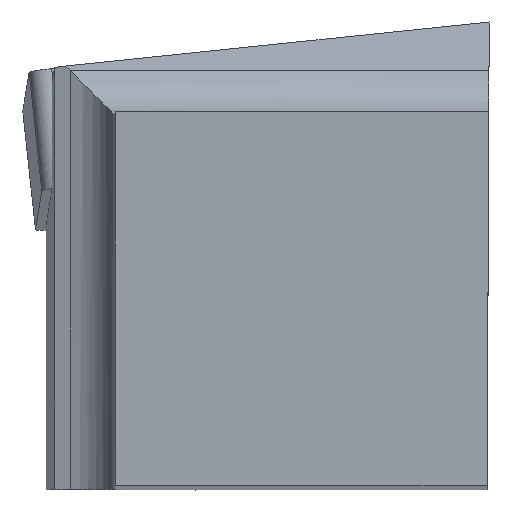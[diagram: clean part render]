
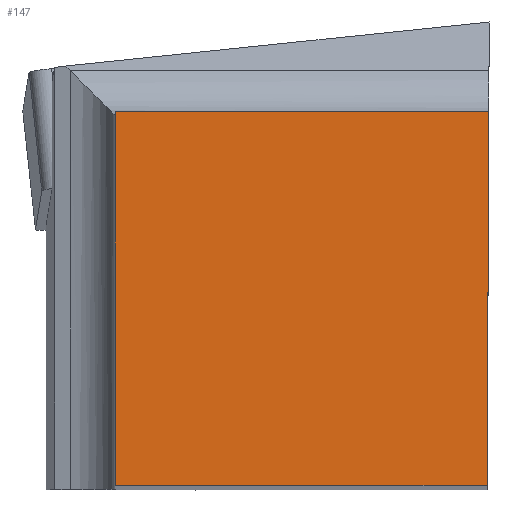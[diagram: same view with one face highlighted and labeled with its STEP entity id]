
A CAD part, top view. The second image highlights one B-rep face of the part: STEP entity #147.
In plain terms, the highlighted planar face has unit normal (0, 0, 1).
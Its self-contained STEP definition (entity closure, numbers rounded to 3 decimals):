
#118=FACE_OUTER_BOUND('',#325,.T.);
#147=ADVANCED_FACE('SHANK_FACE_BACK',(#118),#174,.F.);
#174=PLANE('',#723);
#208=LINE('',#1016,#264);
#215=LINE('',#1034,#271);
#226=LINE('',#1059,#282);
#227=LINE('',#1061,#283);
#264=VECTOR('',#821,1.);
#271=VECTOR('',#834,1.);
#282=VECTOR('',#855,1.);
#283=VECTOR('',#856,1.);
#325=EDGE_LOOP('',(#423,#424,#425,#426));
#423=ORIENTED_EDGE('',*,*,#594,.F.);
#424=ORIENTED_EDGE('',*,*,#572,.T.);
#425=ORIENTED_EDGE('',*,*,#581,.T.);
#426=ORIENTED_EDGE('',*,*,#595,.F.);
#514=VERTEX_POINT('',#1015);
#515=VERTEX_POINT('',#1017);
#522=VERTEX_POINT('',#1033);
#532=VERTEX_POINT('',#1060);
#572=EDGE_CURVE('',#515,#514,#208,.T.);
#581=EDGE_CURVE('',#514,#522,#215,.T.);
#594=EDGE_CURVE('',#515,#532,#226,.T.);
#595=EDGE_CURVE('',#532,#522,#227,.T.);
#723=AXIS2_PLACEMENT_3D('',#1062,#857,#858);
#821=DIRECTION('',(1.,0.,0.));
#834=DIRECTION('',(0.004,1.,0.));
#855=DIRECTION('',(0.,1.,0.));
#856=DIRECTION('',(1.,0.,0.));
#857=DIRECTION('',(0.,0.,-1.));
#858=DIRECTION('',(-0.994,-0.106,0.));
#1015=CARTESIAN_POINT('',(-0.043,0.,0.));
#1016=CARTESIAN_POINT('',(-14.19,0.,0.));
#1017=CARTESIAN_POINT('',(-9.9,0.,0.));
#1033=CARTESIAN_POINT('',(0.,9.9,0.));
#1034=CARTESIAN_POINT('',(-0.451,-93.555,0.));
#1059=CARTESIAN_POINT('',(-9.9,-5.995,0.));
#1060=CARTESIAN_POINT('',(-9.9,9.9,0.));
#1061=CARTESIAN_POINT('',(-14.19,9.9,0.));
#1062=CARTESIAN_POINT('',(0.,0.,0.));
